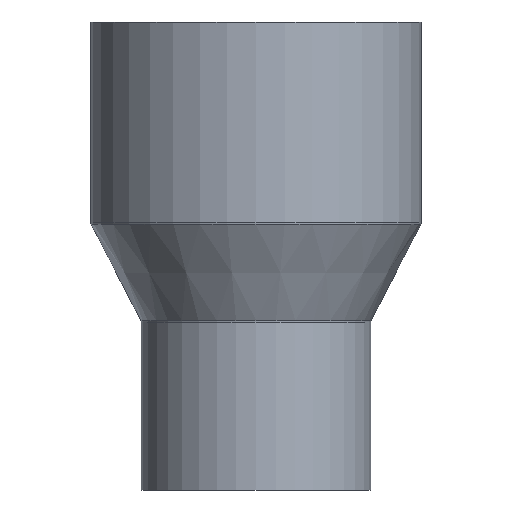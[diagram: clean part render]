
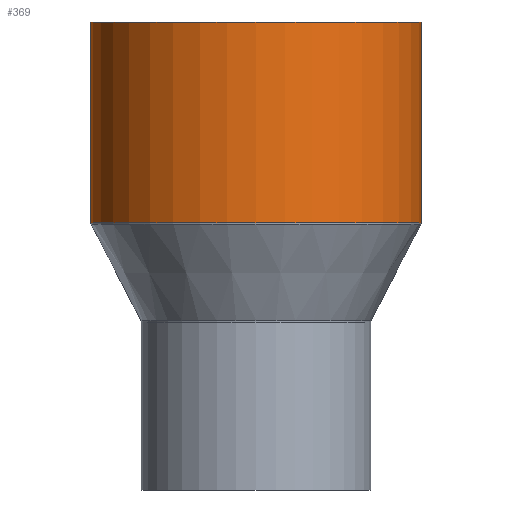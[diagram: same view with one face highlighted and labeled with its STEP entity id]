
A CAD part, front view. The second image highlights one B-rep face of the part: STEP entity #369.
In plain terms, the highlighted cylindrical face has radius 90 mm (diameter 180 mm), a partial arc.
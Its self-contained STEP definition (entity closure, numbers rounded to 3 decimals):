
#27 = EDGE_CURVE ( 'NONE', #648, #619, #155, .T. ) ;
#47 = VERTEX_POINT ( 'NONE', #119 ) ;
#48 = EDGE_CURVE ( 'NONE', #108, #619, #81, .T. ) ;
#66 = CARTESIAN_POINT ( 'NONE',  ( 0., 0., 23.808 ) ) ;
#75 = CARTESIAN_POINT ( 'NONE',  ( -90., 0., 133.32 ) ) ;
#81 = CIRCLE ( 'NONE', #136, 90. ) ;
#94 = CARTESIAN_POINT ( 'NONE',  ( 0., 0., -16.533 ) ) ;
#98 = ORIENTED_EDGE ( 'NONE', *, *, #27, .T. ) ;
#108 = VERTEX_POINT ( 'NONE', #517 ) ;
#111 = CARTESIAN_POINT ( 'NONE',  ( -90., 0., 23.808 ) ) ;
#117 = CARTESIAN_POINT ( 'NONE',  ( 90., 0., -16.533 ) ) ;
#119 = CARTESIAN_POINT ( 'NONE',  ( 90., 0., 133.32 ) ) ;
#136 = AXIS2_PLACEMENT_3D ( 'NONE', #66, #474, #375 ) ;
#150 = DIRECTION ( 'NONE',  ( 0., 0., -1. ) ) ;
#155 = LINE ( 'NONE', #362, #421 ) ;
#167 = EDGE_CURVE ( 'NONE', #47, #108, #370, .T. ) ;
#180 = DIRECTION ( 'NONE',  ( -1., 0., 0. ) ) ;
#198 = AXIS2_PLACEMENT_3D ( 'NONE', #339, #486, #180 ) ;
#199 = EDGE_CURVE ( 'NONE', #47, #648, #252, .T. ) ;
#252 = CIRCLE ( 'NONE', #198, 90. ) ;
#339 = CARTESIAN_POINT ( 'NONE',  ( 0., 0., 133.32 ) ) ;
#347 = CYLINDRICAL_SURFACE ( 'NONE', #502, 90. ) ;
#360 = ORIENTED_EDGE ( 'NONE', *, *, #199, .T. ) ;
#362 = CARTESIAN_POINT ( 'NONE',  ( -90., 0., -16.533 ) ) ;
#369 = ADVANCED_FACE ( 'NONE', ( #407 ), #347, .T. ) ;
#370 = LINE ( 'NONE', #117, #509 ) ;
#375 = DIRECTION ( 'NONE',  ( -1., 0., 0. ) ) ;
#407 = FACE_OUTER_BOUND ( 'NONE', #453, .T. ) ;
#420 = DIRECTION ( 'NONE',  ( 0., 0., -1. ) ) ;
#421 = VECTOR ( 'NONE', #621, 1000. ) ;
#453 = EDGE_LOOP ( 'NONE', ( #530, #360, #98, #538 ) ) ;
#474 = DIRECTION ( 'NONE',  ( 0., 0., -1. ) ) ;
#486 = DIRECTION ( 'NONE',  ( 0., 0., -1. ) ) ;
#502 = AXIS2_PLACEMENT_3D ( 'NONE', #94, #150, #603 ) ;
#509 = VECTOR ( 'NONE', #420, 1000. ) ;
#517 = CARTESIAN_POINT ( 'NONE',  ( 90., 0., 23.808 ) ) ;
#530 = ORIENTED_EDGE ( 'NONE', *, *, #167, .F. ) ;
#538 = ORIENTED_EDGE ( 'NONE', *, *, #48, .F. ) ;
#603 = DIRECTION ( 'NONE',  ( -1., 0., 0. ) ) ;
#619 = VERTEX_POINT ( 'NONE', #111 ) ;
#621 = DIRECTION ( 'NONE',  ( 0., 0., -1. ) ) ;
#648 = VERTEX_POINT ( 'NONE', #75 ) ;
